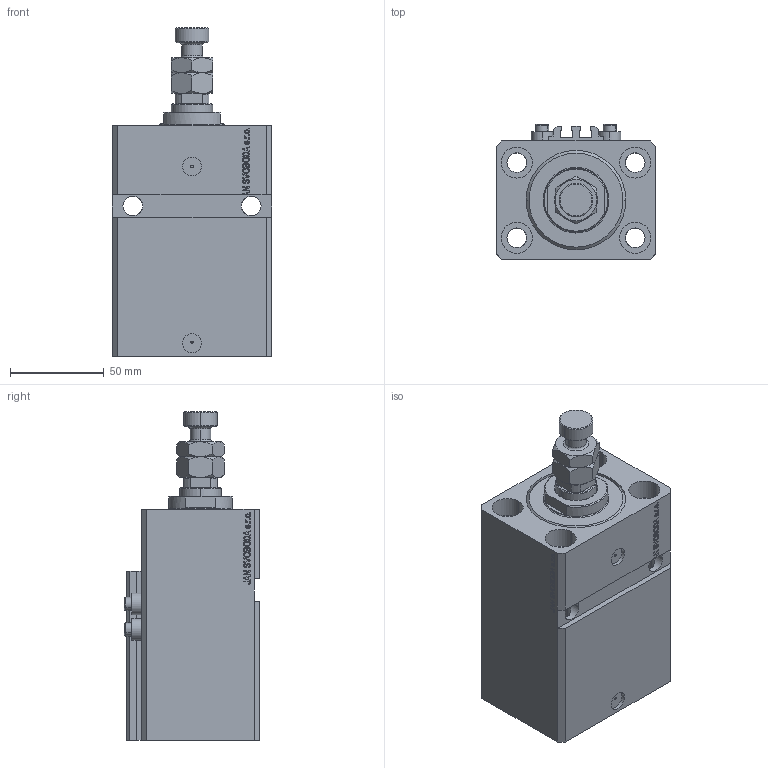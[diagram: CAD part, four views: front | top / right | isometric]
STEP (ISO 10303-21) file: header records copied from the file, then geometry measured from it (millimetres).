
FILE_DESCRIPTION (( 'STEP AP203' ), '1' );
FILE_NAME ('95c1.STEP', '2022-04-09T13:07:30', ( '' ), ( '' ), 'SwSTEP 2.0', 'SolidWorks 2019', '' );
FILE_SCHEMA (( 'CONFIG_CONTROL_DESIGN' ));
Length unit declared in the file: millimetre
Products named in the file (6): MFA a46a649e91df4043ee215b544ab630a6; V250CE_E_Body a46a649e91df4043ee215b544ab630a6; V250CE_VC_E a46a649e91df4043ee215b544ab630a6; 95c1; ALLEN BOLT V250CE a46a649e91df4043ee215b544ab630a6; V250CE_C_VCP a46a649e91df4043ee215b544ab630a6
Assembly tree (8 placements, depth 2):
  95c1
    V250CE_E_Body a46a649e91df4043ee215b544ab630a6
    ALLEN BOLT V250CE a46a649e91df4043ee215b544ab630a6  x4
    V250CE_C_VCP a46a649e91df4043ee215b544ab630a6
    V250CE_VC_E a46a649e91df4043ee215b544ab630a6
    MFA a46a649e91df4043ee215b544ab630a6
Bounding box: 85 x 72 x 174.9 mm (x, y, z)
Volume: 575128.6 mm3; surface area: 122675.1 mm2
Topology: 9 solids, 9 shells, 1139 faces, 2835 edges, 1831 vertices
Faces by surface type: plane 551, bspline 356, cylinder 130, cone 84, torus 18
Entity records: 49280 total; most frequent: CARTESIAN_POINT 25443, ORIENTED_EDGE 5360, DIRECTION 3574, EDGE_CURVE 2680, VERTEX_POINT 1747, LINE 1602, VECTOR 1602, EDGE_LOOP 1199
